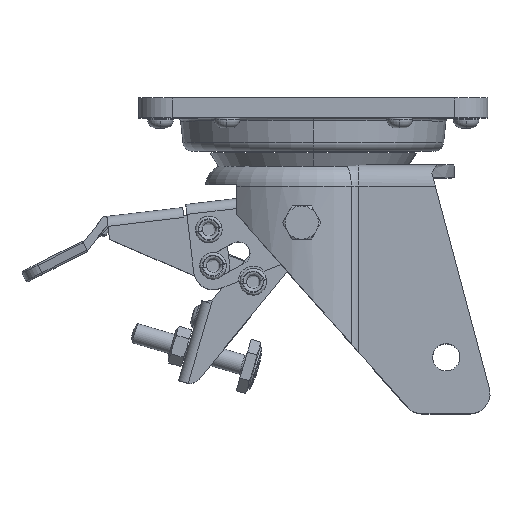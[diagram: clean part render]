
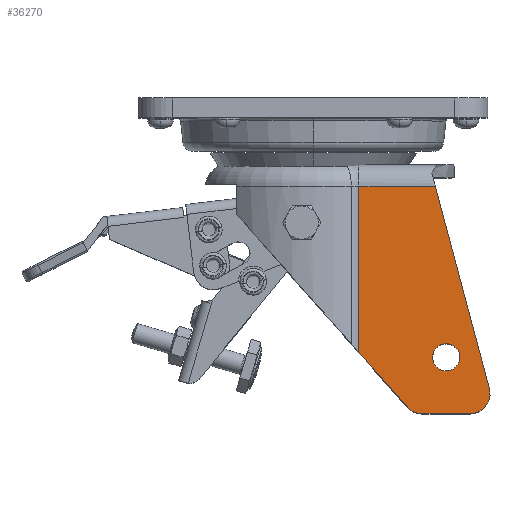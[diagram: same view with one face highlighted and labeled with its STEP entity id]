
A CAD part, top view. The second image highlights one B-rep face of the part: STEP entity #36270.
In plain terms, the highlighted planar face has unit normal (0, 0, 1).
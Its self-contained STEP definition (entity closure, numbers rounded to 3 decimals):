
#227 = DIRECTION ( 'NONE',  ( 0., 0., 1. ) ) ;
#415 = AXIS2_PLACEMENT_3D ( 'NONE', #29826, #10266, #32779 ) ;
#1172 = LINE ( 'NONE', #32044, #6539 ) ;
#1344 = LINE ( 'NONE', #21663, #33482 ) ;
#1425 = ORIENTED_EDGE ( 'NONE', *, *, #28034, .F. ) ;
#1529 = CARTESIAN_POINT ( 'NONE',  ( 36.733, -26.5, 30. ) ) ;
#3536 = CARTESIAN_POINT ( 'NONE',  ( 52.988, -87.454, 30. ) ) ;
#3748 = LINE ( 'NONE', #6711, #5165 ) ;
#3753 = ORIENTED_EDGE ( 'NONE', *, *, #24218, .T. ) ;
#3912 = DIRECTION ( 'NONE',  ( 0., 1., 0. ) ) ;
#3976 = CARTESIAN_POINT ( 'NONE',  ( 0., -26.5, 30. ) ) ;
#4133 = CIRCLE ( 'NONE', #18289, 6. ) ;
#4946 = ORIENTED_EDGE ( 'NONE', *, *, #20432, .T. ) ;
#5165 = VECTOR ( 'NONE', #29246, 1000. ) ;
#5395 = CARTESIAN_POINT ( 'NONE',  ( 47.19, -89., 30. ) ) ;
#5609 = CARTESIAN_POINT ( 'NONE',  ( -20.362, -37.986, 30. ) ) ;
#5793 = VERTEX_POINT ( 'NONE', #1529 ) ;
#6539 = VECTOR ( 'NONE', #12471, 1000. ) ;
#6711 = CARTESIAN_POINT ( 'NONE',  ( 55., -95., 30. ) ) ;
#7291 = ORIENTED_EDGE ( 'NONE', *, *, #26567, .T. ) ;
#7440 = CARTESIAN_POINT ( 'NONE',  ( 40., -73.9, 30. ) ) ;
#8409 = EDGE_LOOP ( 'NONE', ( #7291, #10421, #4946, #16667, #12009, #3753, #10520 ) ) ;
#9122 = EDGE_CURVE ( 'NONE', #23981, #35262, #3748, .T. ) ;
#9163 = EDGE_CURVE ( 'NONE', #21148, #32349, #1344, .T. ) ;
#10266 = DIRECTION ( 'NONE',  ( 0., 0., 1. ) ) ;
#10421 = ORIENTED_EDGE ( 'NONE', *, *, #9163, .T. ) ;
#10520 = ORIENTED_EDGE ( 'NONE', *, *, #30056, .T. ) ;
#10852 = VECTOR ( 'NONE', #35425, 1000. ) ;
#11501 = DIRECTION ( 'NONE',  ( 0., -1., 0. ) ) ;
#11519 = CARTESIAN_POINT ( 'NONE',  ( 40., -82.1, 30. ) ) ;
#12009 = ORIENTED_EDGE ( 'NONE', *, *, #9122, .T. ) ;
#12471 = DIRECTION ( 'NONE',  ( -0.258, 0.966, 0. ) ) ;
#14000 = CARTESIAN_POINT ( 'NONE',  ( 13.739, -26.5, 30. ) ) ;
#14893 = AXIS2_PLACEMENT_3D ( 'NONE', #34596, #227, #11501 ) ;
#15640 = VERTEX_POINT ( 'NONE', #7440 ) ;
#16033 = AXIS2_PLACEMENT_3D ( 'NONE', #26451, #23889, #3912 ) ;
#16197 = AXIS2_PLACEMENT_3D ( 'NONE', #26684, #29265, #23750 ) ;
#16455 = VERTEX_POINT ( 'NONE', #3536 ) ;
#16667 = ORIENTED_EDGE ( 'NONE', *, *, #25351, .T. ) ;
#18038 = LINE ( 'NONE', #3976, #10852 ) ;
#18166 = FACE_OUTER_BOUND ( 'NONE', #8409, .T. ) ;
#18177 = CARTESIAN_POINT ( 'NONE',  ( 47.19, -95., 30. ) ) ;
#18289 = AXIS2_PLACEMENT_3D ( 'NONE', #5395, #36077, #36269 ) ;
#20432 = EDGE_CURVE ( 'NONE', #32349, #35221, #30896, .T. ) ;
#21148 = VERTEX_POINT ( 'NONE', #14000 ) ;
#21308 = PLANE ( 'NONE',  #16197 ) ;
#21480 = DIRECTION ( 'NONE',  ( 0., -1., 0. ) ) ;
#21513 = VECTOR ( 'NONE', #28135, 1000. ) ;
#21525 = CARTESIAN_POINT ( 'NONE',  ( 32.706, -95., 30. ) ) ;
#21663 = CARTESIAN_POINT ( 'NONE',  ( 13.739, -75.189, 30. ) ) ;
#22249 = EDGE_CURVE ( 'NONE', #15640, #33647, #32283, .T. ) ;
#23036 = CARTESIAN_POINT ( 'NONE',  ( 13.739, -76.591, 30. ) ) ;
#23750 = DIRECTION ( 'NONE',  ( 0., 1., 0. ) ) ;
#23889 = DIRECTION ( 'NONE',  ( 0., 0., 1. ) ) ;
#23981 = VERTEX_POINT ( 'NONE', #21525 ) ;
#24218 = EDGE_CURVE ( 'NONE', #35262, #16455, #4133, .T. ) ;
#25016 = EDGE_LOOP ( 'NONE', ( #1425, #34090 ) ) ;
#25351 = EDGE_CURVE ( 'NONE', #35221, #23981, #34347, .T. ) ;
#26451 = CARTESIAN_POINT ( 'NONE',  ( 32.706, -89., 30. ) ) ;
#26567 = EDGE_CURVE ( 'NONE', #5793, #21148, #18038, .T. ) ;
#26684 = CARTESIAN_POINT ( 'NONE',  ( 0., -20., 30. ) ) ;
#28034 = EDGE_CURVE ( 'NONE', #33647, #15640, #30822, .T. ) ;
#28135 = DIRECTION ( 'NONE',  ( 0.662, -0.749, 0. ) ) ;
#29246 = DIRECTION ( 'NONE',  ( 1., 0., 0. ) ) ;
#29265 = DIRECTION ( 'NONE',  ( 0., 0., -1. ) ) ;
#29644 = CARTESIAN_POINT ( 'NONE',  ( 28.209, -92.972, 30. ) ) ;
#29826 = CARTESIAN_POINT ( 'NONE',  ( 40., -78., 30. ) ) ;
#30056 = EDGE_CURVE ( 'NONE', #16455, #5793, #1172, .T. ) ;
#30822 = CIRCLE ( 'NONE', #14893, 4.1 ) ;
#30896 = LINE ( 'NONE', #5609, #21513 ) ;
#32044 = CARTESIAN_POINT ( 'NONE',  ( 35., -20., 30. ) ) ;
#32283 = CIRCLE ( 'NONE', #415, 4.1 ) ;
#32349 = VERTEX_POINT ( 'NONE', #23036 ) ;
#32779 = DIRECTION ( 'NONE',  ( 0., -1., 0. ) ) ;
#33482 = VECTOR ( 'NONE', #21480, 1000. ) ;
#33647 = VERTEX_POINT ( 'NONE', #11519 ) ;
#34090 = ORIENTED_EDGE ( 'NONE', *, *, #22249, .F. ) ;
#34347 = CIRCLE ( 'NONE', #16033, 6. ) ;
#34596 = CARTESIAN_POINT ( 'NONE',  ( 40., -78., 30. ) ) ;
#35006 = FACE_BOUND ( 'NONE', #25016, .T. ) ;
#35221 = VERTEX_POINT ( 'NONE', #29644 ) ;
#35262 = VERTEX_POINT ( 'NONE', #18177 ) ;
#35425 = DIRECTION ( 'NONE',  ( -1., 0., 0. ) ) ;
#36077 = DIRECTION ( 'NONE',  ( 0., 0., 1. ) ) ;
#36269 = DIRECTION ( 'NONE',  ( 0., 1., 0. ) ) ;
#36270 = ADVANCED_FACE ( 'NONE', ( #35006, #18166 ), #21308, .F. ) ;
